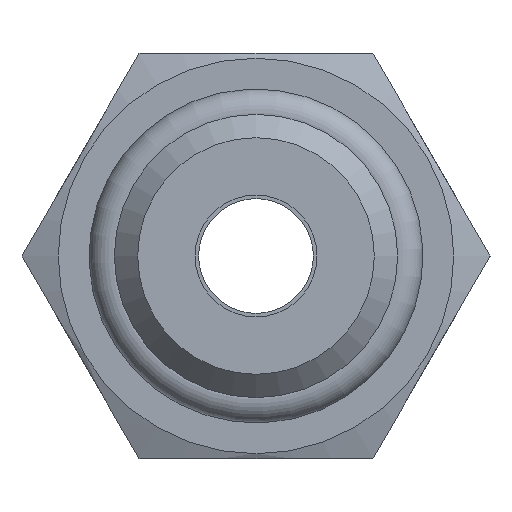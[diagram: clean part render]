
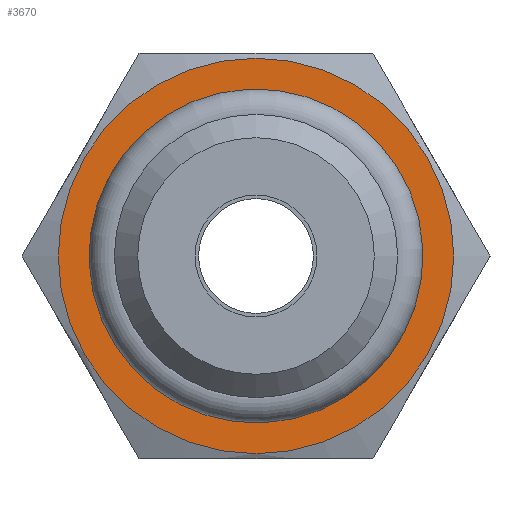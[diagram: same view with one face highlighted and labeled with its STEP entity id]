
A CAD part, left-side view. The second image highlights one B-rep face of the part: STEP entity #3670.
In plain terms, the highlighted planar face has unit normal (-1, 0, 0).
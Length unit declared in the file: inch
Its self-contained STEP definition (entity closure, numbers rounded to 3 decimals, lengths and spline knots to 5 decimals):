
#3348=CARTESIAN_POINT('',(0.0,0.,0.183));
#3349=VERTEX_POINT('',#3348);
#3350=CARTESIAN_POINT('',(0.0,0.,0.0));
#3351=DIRECTION('',(-1.0,0.0,0.0));
#3352=DIRECTION('',(0.0,0.0,-1.0));
#3353=AXIS2_PLACEMENT_3D('',#3350,#3351,#3352);
#3354=CIRCLE('',#3353,0.183);
#3355=EDGE_CURVE('',#3349,#3349,#3354,.T.);
#3558=CARTESIAN_POINT('',(0.0,0.305,0.0));
#3559=VERTEX_POINT('',#3558);
#3560=CARTESIAN_POINT('',(0.0,0.0,0.0));
#3561=DIRECTION('',(-1.0,0.0,0.0));
#3562=DIRECTION('',(0.0,1.0,0.0));
#3563=AXIS2_PLACEMENT_3D('',#3560,#3561,#3562);
#3564=CIRCLE('',#3563,0.305);
#3565=EDGE_CURVE('',#3559,#3559,#3564,.T.);
#3659=CARTESIAN_POINT('',(0.0,0.,0.));
#3660=DIRECTION('',(1.0,0.0,0.0));
#3661=DIRECTION('',(0.0,0.0,-1.0));
#3662=AXIS2_PLACEMENT_3D('',#3659,#3660,#3661);
#3663=PLANE('',#3662);
#3664=ORIENTED_EDGE('',*,*,#3565,.T.);
#3665=EDGE_LOOP('',(#3664));
#3666=FACE_OUTER_BOUND('',#3665,.T.);
#3667=ORIENTED_EDGE('',*,*,#3355,.F.);
#3668=EDGE_LOOP('',(#3667));
#3669=FACE_BOUND('',#3668,.T.);
#3670=ADVANCED_FACE('',(#3666,#3669),#3663,.F.);
